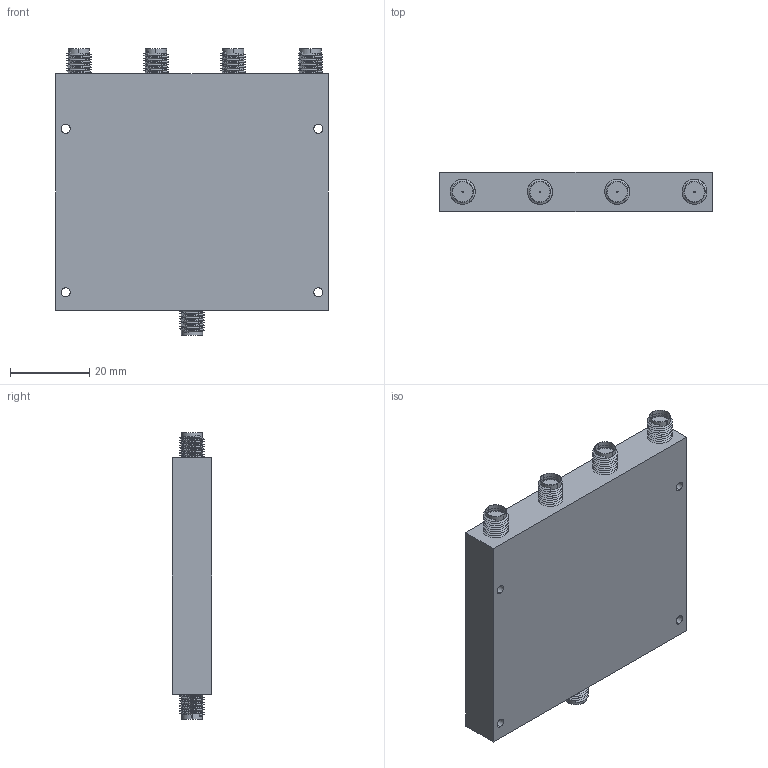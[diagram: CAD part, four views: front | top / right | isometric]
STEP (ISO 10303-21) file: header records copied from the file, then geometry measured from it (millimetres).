
FILE_DESCRIPTION (( 'STEP AP203' ), '1' );
FILE_NAME ('SCS-0231831816-SFSF-42.STEP', '2019-07-18T00:13:24', ( '' ), ( '' ), 'SwSTEP 2.0', 'SolidWorks 2016', '' );
FILE_SCHEMA (( 'CONFIG_CONTROL_DESIGN' ));
Length unit declared in the file: inch
Products named in the file (1): SCS-0231831816-SFSF-42
Bounding box: 69.09 x 9.91 x 72.64 mm (x, y, z)
Volume: 42038.3 mm3; surface area: 13205.4 mm2
Topology: 6 solids, 6 shells, 214 faces, 591 edges, 394 vertices
Faces by surface type: cylinder 173, plane 31, bspline 10
Entity records: 12381 total; most frequent: CARTESIAN_POINT 7650, ORIENTED_EDGE 1182, DIRECTION 782, EDGE_CURVE 591, VERTEX_POINT 394, AXIS2_PLACEMENT_3D 281, EDGE_LOOP 237, VECTOR 220
